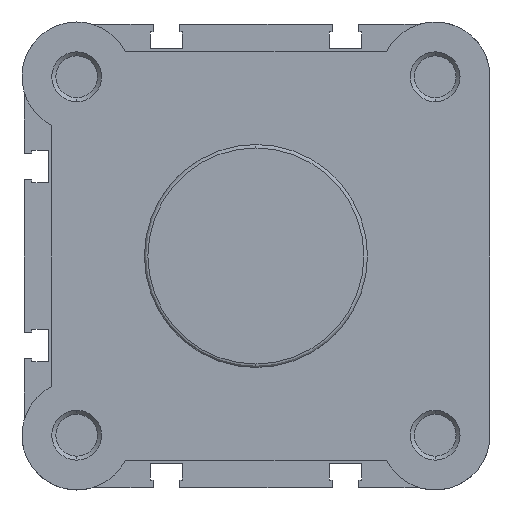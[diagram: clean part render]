
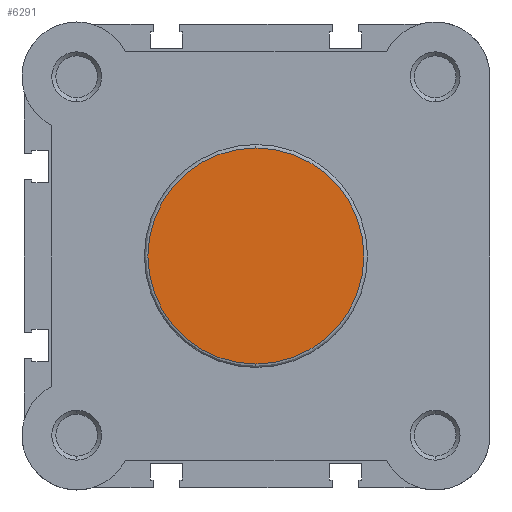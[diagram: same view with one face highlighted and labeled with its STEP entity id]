
A CAD part, left-side view. The second image highlights one B-rep face of the part: STEP entity #6291.
In plain terms, the highlighted planar face has unit normal (-1, 0, 0).
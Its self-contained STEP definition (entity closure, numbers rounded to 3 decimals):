
#681 = CARTESIAN_POINT ( 'NONE',  ( 0., 0., 0. ) ) ;
#682 = DIRECTION ( 'NONE',  ( -1., 0., 0. ) ) ;
#683 = DIRECTION ( 'NONE',  ( 0., 0., -1. ) ) ;
#738 = CARTESIAN_POINT ( 'NONE',  ( 0., 0., 0. ) ) ;
#745 = DIRECTION ( 'NONE',  ( -1., 0., 0. ) ) ;
#746 = DIRECTION ( 'NONE',  ( 0., 0., -1. ) ) ;
#965 = CARTESIAN_POINT ( 'NONE',  ( 0., 0., -21.7 ) ) ;
#1138 = CARTESIAN_POINT ( 'NONE',  ( 0., 0., 21.7 ) ) ;
#1309 = CARTESIAN_POINT ( 'NONE',  ( 0., 22.4, 0. ) ) ;
#1310 = PLANE ( 'NONE',  #3976 ) ;
#1312 = DIRECTION ( 'NONE',  ( 1., 0., 0. ) ) ;
#1313 = DIRECTION ( 'NONE',  ( 0., 0., -1. ) ) ;
#3687 = EDGE_CURVE ( 'NONE', #4639, #4313, #5627, .T. ) ;
#3710 = EDGE_CURVE ( 'NONE', #4313, #4639, #5657, .T. ) ;
#3897 = AXIS2_PLACEMENT_3D ( 'NONE', #681, #682, #683 ) ;
#3912 = AXIS2_PLACEMENT_3D ( 'NONE', #738, #745, #746 ) ;
#3976 = AXIS2_PLACEMENT_3D ( 'NONE', #1309, #1312, #1313 ) ;
#4229 = ORIENTED_EDGE ( 'NONE', *, *, #3687, .T. ) ;
#4238 = ORIENTED_EDGE ( 'NONE', *, *, #3710, .T. ) ;
#4313 = VERTEX_POINT ( 'NONE', #965 ) ;
#4639 = VERTEX_POINT ( 'NONE', #1138 ) ;
#4852 = EDGE_LOOP ( 'NONE', ( #4238, #4229 ) ) ;
#5627 = CIRCLE ( 'NONE', #3897, 21.7 ) ;
#5657 = CIRCLE ( 'NONE', #3912, 21.7 ) ;
#5802 = FACE_OUTER_BOUND ( 'NONE', #4852, .T. ) ;
#6291 = ADVANCED_FACE ( 'NONE', ( #5802 ), #1310, .F. ) ;
